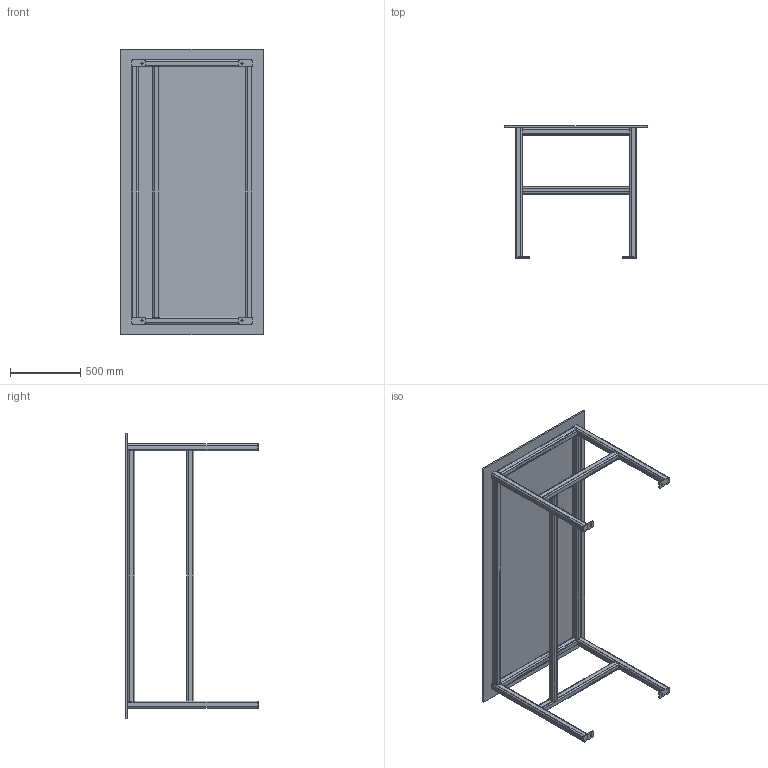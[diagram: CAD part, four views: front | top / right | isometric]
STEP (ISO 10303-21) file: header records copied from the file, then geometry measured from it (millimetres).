
Length unit declared in the file: millimetre
Products named in the file (1): Open CASCADE STEP translator 7.3 1
Bounding box: 1016 x 939.8 x 2032 mm (x, y, z)
Volume: 38890824.9 mm3; surface area: 7925555.4 mm2
Topology: 1 solids, 5 shells, 312 faces, 778 edges, 436 vertices
Faces by surface type: plane 193, cylinder 119
Full cylindrical faces by diameter (mm): 15.24 x4
Entity records: 19086 total; most frequent: CARTESIAN_POINT 3337, DIRECTION 2996, LINE 1700, VECTOR 1700, ORIENTED_EDGE 1564, PCURVE 1556, DEFINITIONAL_REPRESENTATION 1556, EDGE_CURVE 778
